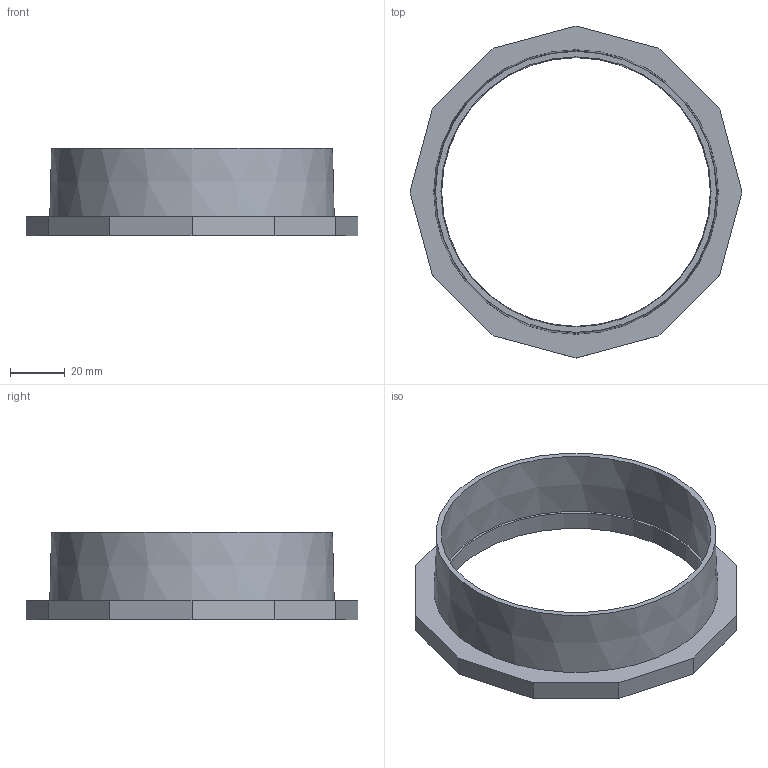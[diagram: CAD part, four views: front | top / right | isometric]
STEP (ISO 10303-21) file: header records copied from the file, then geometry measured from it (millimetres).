
FILE_DESCRIPTION(/* description */ (''),/* implementation_level */ '2;1');
FILE_NAME(/* name */ '4in_PVC_DWV_Fitting v2.step',/* time_stamp */ '2021-04-13T11:04:40-04:00',/* author */ (''),/* organization */ (''),/* preprocessor_version */ 'ST-DEVELOPER v18.1',/* originating_system */ 'Autodesk Translation Framework v9.10.0.1330',/* authorisation */ '');
FILE_SCHEMA (('AUTOMOTIVE_DESIGN { 1 0 10303 214 3 1 1 }'));
Length unit declared in the file: millimetre
Products named in the file (1): 4in_PVC_DWV_Fitting
Bounding box: 121.1 x 121.1 x 32 mm (x, y, z)
Volume: 38523.5 mm3; surface area: 28748.4 mm2
Topology: 1 solids, 1 shells, 127 faces, 288 edges, 176 vertices
Faces by surface type: plane 123, cone 3, cylinder 1
Full cylindrical faces by diameter (mm): 98 x1
Entity records: 3463 total; most frequent: CARTESIAN_POINT 592, ORIENTED_EDGE 576, DIRECTION 552, EDGE_CURVE 288, LINE 280, VECTOR 280, VERTEX_POINT 176, EDGE_LOOP 142
